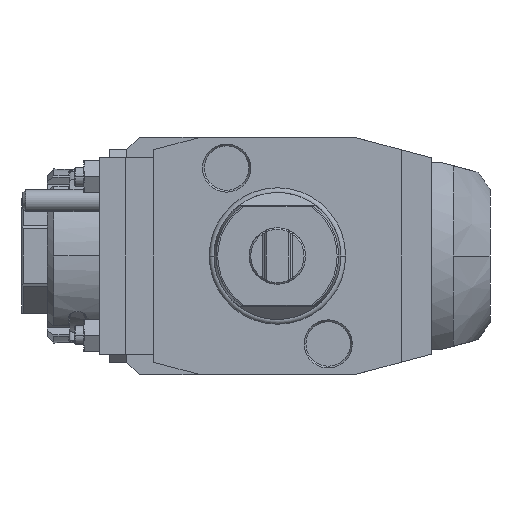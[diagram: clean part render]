
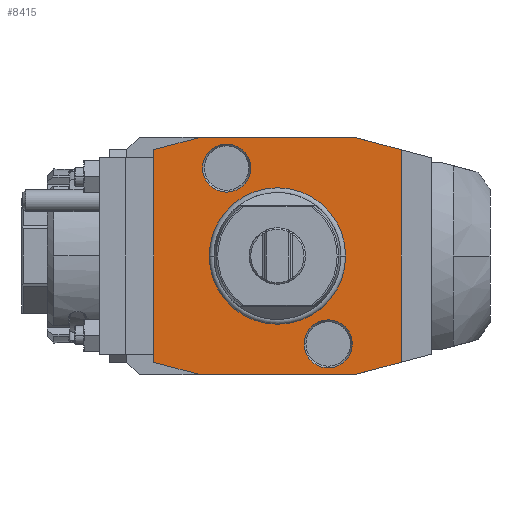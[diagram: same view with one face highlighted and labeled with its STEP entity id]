
A CAD part, front view. The second image highlights one B-rep face of the part: STEP entity #8415.
In plain terms, the highlighted planar face has unit normal (0, -1, 0).
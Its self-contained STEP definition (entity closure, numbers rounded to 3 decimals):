
#1=DIRECTION('',(-1.,0.,0.));
#2=VECTOR('',#1,48.);
#3=CARTESIAN_POINT('',(24.,0.,37.5));
#4=LINE('',#3,#2);
#5=DIRECTION('',(-0.966,0.,0.259));
#6=VECTOR('',#5,15.529);
#7=CARTESIAN_POINT('',(39.,0.,33.481));
#8=LINE('',#7,#6);
#9=DIRECTION('',(0.,0.,1.));
#10=VECTOR('',#9,66.962);
#11=CARTESIAN_POINT('',(39.,0.,-33.481));
#12=LINE('',#11,#10);
#13=DIRECTION('',(0.966,0.,0.259));
#14=VECTOR('',#13,15.529);
#15=CARTESIAN_POINT('',(24.,0.,-37.5));
#16=LINE('',#15,#14);
#17=DIRECTION('',(1.,0.,0.));
#18=VECTOR('',#17,48.);
#19=CARTESIAN_POINT('',(-24.,0.,-37.5));
#20=LINE('',#19,#18);
#21=DIRECTION('',(0.966,0.,-0.259));
#22=VECTOR('',#21,15.529);
#23=CARTESIAN_POINT('',(-39.,0.,-33.481));
#24=LINE('',#23,#22);
#25=DIRECTION('',(0.,0.,-1.));
#26=VECTOR('',#25,66.962);
#27=CARTESIAN_POINT('',(-39.,0.,33.481));
#28=LINE('',#27,#26);
#29=DIRECTION('',(-0.966,0.,-0.259));
#30=VECTOR('',#29,15.529);
#31=CARTESIAN_POINT('',(-24.,0.,37.5));
#32=LINE('',#31,#30);
#33=CARTESIAN_POINT('',(-16.,0.,27.713));
#34=DIRECTION('',(0.,1.,0.));
#35=DIRECTION('',(1.,0.,0.));
#36=AXIS2_PLACEMENT_3D('',#33,#34,#35);
#38=CARTESIAN_POINT('',(-16.,0.,27.713));
#39=DIRECTION('',(0.,1.,0.));
#40=DIRECTION('',(-1.,0.,0.));
#41=AXIS2_PLACEMENT_3D('',#38,#39,#40);
#43=CARTESIAN_POINT('',(16.,0.,-27.713));
#44=DIRECTION('',(0.,1.,0.));
#45=DIRECTION('',(1.,0.,0.));
#46=AXIS2_PLACEMENT_3D('',#43,#44,#45);
#48=CARTESIAN_POINT('',(16.,0.,-27.713));
#49=DIRECTION('',(0.,1.,0.));
#50=DIRECTION('',(-1.,0.,0.));
#51=AXIS2_PLACEMENT_3D('',#48,#49,#50);
#4849=CARTESIAN_POINT('',(0.,0.,0.));
#4850=DIRECTION('',(0.,-1.,0.));
#4851=DIRECTION('',(1.,0.,0.));
#4852=AXIS2_PLACEMENT_3D('',#4849,#4850,#4851);
#4854=CARTESIAN_POINT('',(0.,0.,0.));
#4855=DIRECTION('',(0.,-1.,0.));
#4856=DIRECTION('',(-1.,0.,0.));
#4857=AXIS2_PLACEMENT_3D('',#4854,#4855,#4856);
#7441=CARTESIAN_POINT('',(-8.423,0.,
27.713));
#7442=CARTESIAN_POINT('',(-23.577,0.,
27.713));
#7443=VERTEX_POINT('',#7441);
#7444=VERTEX_POINT('',#7442);
#7573=CARTESIAN_POINT('',(23.577,0.,-27.713));
#7574=CARTESIAN_POINT('',(8.423,0.,-27.713));
#7575=VERTEX_POINT('',#7573);
#7576=VERTEX_POINT('',#7574);
#8204=CARTESIAN_POINT('',(24.,0.,37.5));
#8205=CARTESIAN_POINT('',(-24.,0.,37.5));
#8206=VERTEX_POINT('',#8204);
#8207=VERTEX_POINT('',#8205);
#8208=CARTESIAN_POINT('',(39.,0.,-33.481));
#8209=CARTESIAN_POINT('',(39.,0.,33.481));
#8210=VERTEX_POINT('',#8208);
#8211=VERTEX_POINT('',#8209);
#8212=CARTESIAN_POINT('',(-39.,0.,-33.481));
#8213=CARTESIAN_POINT('',(-24.,0.,-37.5));
#8214=VERTEX_POINT('',#8212);
#8215=VERTEX_POINT('',#8213);
#8216=CARTESIAN_POINT('',(-39.,0.,33.481));
#8217=VERTEX_POINT('',#8216);
#8242=CARTESIAN_POINT('',(24.,0.,-37.5));
#8243=VERTEX_POINT('',#8242);
#8280=CARTESIAN_POINT('',(21.137,0.,0.));
#8281=CARTESIAN_POINT('',(-21.137,0.,0.));
#8282=VERTEX_POINT('',#8280);
#8283=VERTEX_POINT('',#8281);
#8374=CARTESIAN_POINT('',(0.,0.,0.));
#8375=DIRECTION('',(0.,-1.,0.));
#8376=DIRECTION('',(-1.,0.,0.));
#8377=AXIS2_PLACEMENT_3D('',#8374,#8375,#8376);
#8378=PLANE('',#8377);
#8380=ORIENTED_EDGE('',*,*,#8379,.F.);
#8382=ORIENTED_EDGE('',*,*,#8381,.F.);
#8384=ORIENTED_EDGE('',*,*,#8383,.F.);
#8386=ORIENTED_EDGE('',*,*,#8385,.F.);
#8388=ORIENTED_EDGE('',*,*,#8387,.F.);
#8390=ORIENTED_EDGE('',*,*,#8389,.F.);
#8392=ORIENTED_EDGE('',*,*,#8391,.F.);
#8394=ORIENTED_EDGE('',*,*,#8393,.F.);
#8395=EDGE_LOOP('',(#8380,#8382,#8384,#8386,#8388,#8390,#8392,#8394));
#8396=FACE_OUTER_BOUND('',#8395,.F.);
#8398=ORIENTED_EDGE('',*,*,#8397,.T.);
#8400=ORIENTED_EDGE('',*,*,#8399,.T.);
#8401=EDGE_LOOP('',(#8398,#8400));
#8402=FACE_BOUND('',#8401,.F.);
#8404=ORIENTED_EDGE('',*,*,#8403,.F.);
#8406=ORIENTED_EDGE('',*,*,#8405,.F.);
#8407=EDGE_LOOP('',(#8404,#8406));
#8408=FACE_BOUND('',#8407,.F.);
#8410=ORIENTED_EDGE('',*,*,#8409,.F.);
#8412=ORIENTED_EDGE('',*,*,#8411,.F.);
#8413=EDGE_LOOP('',(#8410,#8412));
#8414=FACE_BOUND('',#8413,.F.);
#37=CIRCLE('',#36,7.577);
#42=CIRCLE('',#41,7.577);
#47=CIRCLE('',#46,7.577);
#52=CIRCLE('',#51,7.577);
#4853=CIRCLE('',#4852,21.137);
#4858=CIRCLE('',#4857,21.137);
#8379=EDGE_CURVE('',#8206,#8207,#4,.T.);
#8381=EDGE_CURVE('',#8211,#8206,#8,.T.);
#8383=EDGE_CURVE('',#8210,#8211,#12,.T.);
#8385=EDGE_CURVE('',#8243,#8210,#16,.T.);
#8387=EDGE_CURVE('',#8215,#8243,#20,.T.);
#8389=EDGE_CURVE('',#8214,#8215,#24,.T.);
#8391=EDGE_CURVE('',#8217,#8214,#28,.T.);
#8393=EDGE_CURVE('',#8207,#8217,#32,.T.);
#8397=EDGE_CURVE('',#8282,#8283,#4853,.T.);
#8399=EDGE_CURVE('',#8283,#8282,#4858,.T.);
#8403=EDGE_CURVE('',#7443,#7444,#37,.T.);
#8405=EDGE_CURVE('',#7444,#7443,#42,.T.);
#8409=EDGE_CURVE('',#7575,#7576,#47,.T.);
#8411=EDGE_CURVE('',#7576,#7575,#52,.T.);
#8415=ADVANCED_FACE('',(#8396,#8402,#8408,#8414),#8378,.T.);
